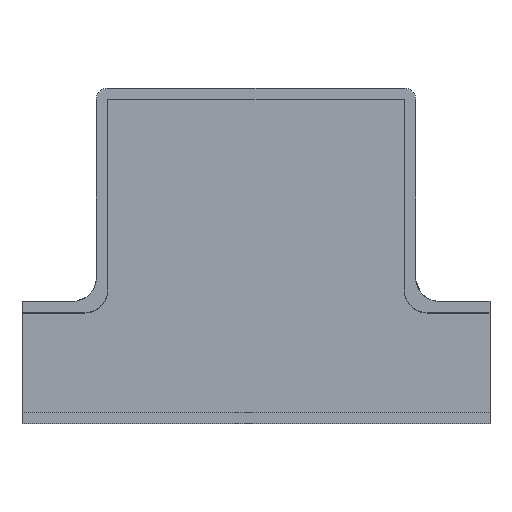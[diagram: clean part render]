
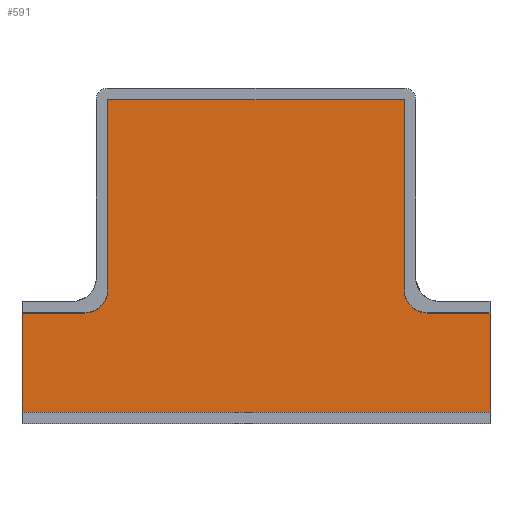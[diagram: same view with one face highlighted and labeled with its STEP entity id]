
A CAD part, top view. The second image highlights one B-rep face of the part: STEP entity #591.
In plain terms, the highlighted planar face has unit normal (0, 0, 1).
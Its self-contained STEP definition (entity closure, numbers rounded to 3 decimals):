
#33=PLANE('',#661);
#67=FACE_OUTER_BOUND('',#101,.T.);
#101=EDGE_LOOP('',(#509,#510,#511,#512,#513,#514,#515,#516,#517,#518));
#113=LINE('',#858,#173);
#128=LINE('',#900,#188);
#148=LINE('',#1041,#208);
#160=LINE('',#1074,#220);
#161=LINE('',#1075,#221);
#162=LINE('',#1076,#222);
#163=LINE('',#1078,#223);
#164=LINE('',#1079,#224);
#173=VECTOR('',#683,10.);
#188=VECTOR('',#716,10.);
#208=VECTOR('',#778,10.);
#220=VECTOR('',#820,10.);
#221=VECTOR('',#821,10.);
#222=VECTOR('',#822,10.);
#223=VECTOR('',#823,10.);
#224=VECTOR('',#824,10.);
#230=CIRCLE('',#615,4.);
#236=CIRCLE('',#624,4.);
#251=VERTEX_POINT('',#848);
#252=VERTEX_POINT('',#850);
#254=VERTEX_POINT('',#856);
#270=VERTEX_POINT('',#892);
#271=VERTEX_POINT('',#894);
#272=VERTEX_POINT('',#898);
#291=VERTEX_POINT('',#1038);
#292=VERTEX_POINT('',#1040);
#298=VERTEX_POINT('',#1073);
#299=VERTEX_POINT('',#1077);
#303=EDGE_CURVE('',#251,#252,#230,.F.);
#307=EDGE_CURVE('',#251,#254,#113,.T.);
#325=EDGE_CURVE('',#270,#271,#236,.F.);
#328=EDGE_CURVE('',#272,#270,#128,.T.);
#359=EDGE_CURVE('',#291,#292,#148,.T.);
#376=EDGE_CURVE('',#298,#272,#160,.T.);
#377=EDGE_CURVE('',#298,#292,#161,.T.);
#378=EDGE_CURVE('',#291,#252,#162,.T.);
#379=EDGE_CURVE('',#254,#299,#163,.T.);
#380=EDGE_CURVE('',#299,#271,#164,.T.);
#509=ORIENTED_EDGE('',*,*,#328,.F.);
#510=ORIENTED_EDGE('',*,*,#376,.F.);
#511=ORIENTED_EDGE('',*,*,#377,.T.);
#512=ORIENTED_EDGE('',*,*,#359,.F.);
#513=ORIENTED_EDGE('',*,*,#378,.T.);
#514=ORIENTED_EDGE('',*,*,#303,.F.);
#515=ORIENTED_EDGE('',*,*,#307,.T.);
#516=ORIENTED_EDGE('',*,*,#379,.T.);
#517=ORIENTED_EDGE('',*,*,#380,.T.);
#518=ORIENTED_EDGE('',*,*,#325,.F.);
#591=ADVANCED_FACE('',(#67),#33,.F.);
#615=AXIS2_PLACEMENT_3D('',#851,#676,#677);
#624=AXIS2_PLACEMENT_3D('',#895,#710,#711);
#661=AXIS2_PLACEMENT_3D('',#1072,#818,#819);
#676=DIRECTION('center_axis',(0.,0.,
-1.));
#677=DIRECTION('ref_axis',(-0.707,-0.707,0.));
#683=DIRECTION('',(0.,1.,0.));
#710=DIRECTION('center_axis',(0.,0.,
-1.));
#711=DIRECTION('ref_axis',(0.707,-0.707,0.));
#716=DIRECTION('',(1.,0.,0.));
#778=DIRECTION('',(0.,-1.,0.));
#818=DIRECTION('center_axis',(0.,0.,
-1.));
#819=DIRECTION('ref_axis',(-1.,0.,0.));
#820=DIRECTION('',(0.,1.,0.));
#821=DIRECTION('',(1.,0.,0.));
#822=DIRECTION('',(-1.,0.,0.));
#823=DIRECTION('',(-1.,0.,0.));
#824=DIRECTION('',(0.,-1.,0.));
#848=CARTESIAN_POINT('',(37.587,12.416,59.186));
#850=CARTESIAN_POINT('',(41.587,8.416,59.186));
#851=CARTESIAN_POINT('Origin',(41.587,12.416,59.186));
#856=CARTESIAN_POINT('',(37.587,45.716,59.186));
#858=CARTESIAN_POINT('',(37.587,8.216,59.186));
#892=CARTESIAN_POINT('',(-18.313,8.416,59.186));
#894=CARTESIAN_POINT('',(-14.313,12.416,59.186));
#895=CARTESIAN_POINT('Origin',(-18.313,12.416,59.186));
#898=CARTESIAN_POINT('',(-29.313,8.416,59.186));
#900=CARTESIAN_POINT('',(-29.313,8.416,59.186));
#1038=CARTESIAN_POINT('',(52.587,8.416,59.186));
#1040=CARTESIAN_POINT('',(52.587,-8.984,59.186));
#1041=CARTESIAN_POINT('',(52.587,10.416,59.186));
#1072=CARTESIAN_POINT('Origin',(11.637,18.366,59.186));
#1073=CARTESIAN_POINT('',(-29.313,-8.984,59.186));
#1074=CARTESIAN_POINT('',(-29.313,-10.984,59.186));
#1075=CARTESIAN_POINT('',(-14.313,-8.984,59.186));
#1076=CARTESIAN_POINT('',(52.587,8.416,59.186));
#1077=CARTESIAN_POINT('',(-14.313,45.716,59.186));
#1078=CARTESIAN_POINT('',(37.587,45.716,59.186));
#1079=CARTESIAN_POINT('',(-14.313,45.716,59.186));
